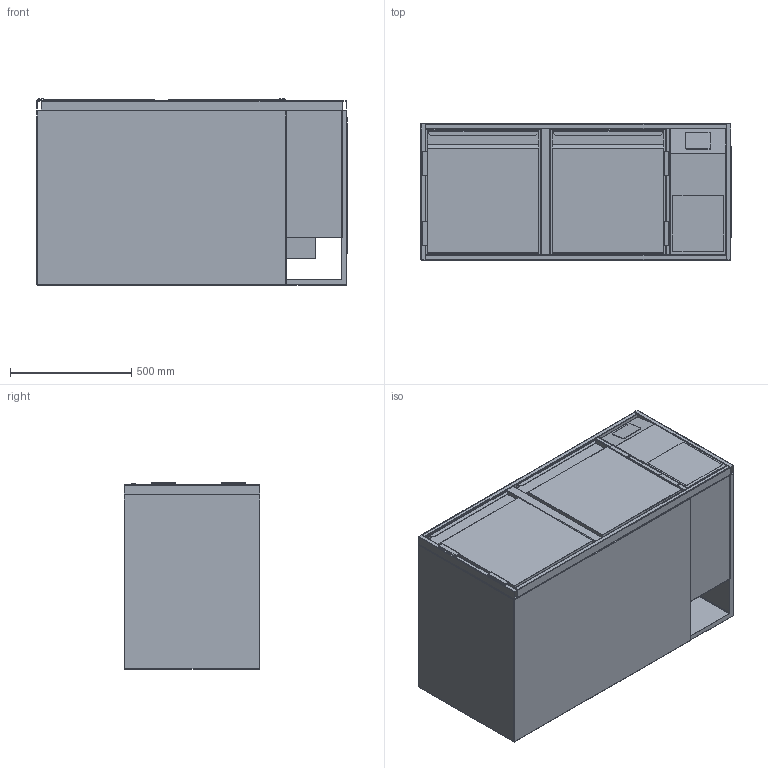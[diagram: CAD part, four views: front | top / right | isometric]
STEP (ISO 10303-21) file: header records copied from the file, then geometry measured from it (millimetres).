
FILE_DESCRIPTION (( 'STEP AP203' ), '1' );
FILE_NAME ('G-BKE-2-56-R-2T.step', '2024-02-26T13:37:45', ( '' ), ( '' ), 'SwSTEP 2.0', 'SolidWorks 2023', '' );
FILE_SCHEMA (( 'CONFIG_CONTROL_DESIGN' ));
Length unit declared in the file: millimetre
Products named in the file (10): 20-03-43331_G-KT-Auflage-475-760-ohne-Rost; 24-02-55012_G-KT-Korpus-1030-760-560-R; 18-06-35404_TUER-460-505-R; 20-03-43318_G-KT-Rahmen-Tür-475-560; 20-03-43319_G-BK-Einbauelement-Tür-475-760-560-R; 21-01-47565_G-KT-FRR-560-1280--1030B-250; 18-06-35404_TUER-460-505-L; G-BKE-2-56-R-2T; 24-02-55011_G-KT-Fach-S-R-250-760-560; 20-03-43319_G-BK-Einbauelement-Tür-475-760-560-L
Assembly tree (17 placements, depth 3):
  G-BKE-2-56-R-2T
    24-02-55012_G-KT-Korpus-1030-760-560-R
    21-01-47565_G-KT-FRR-560-1280--1030B-250
    24-02-55011_G-KT-Fach-S-R-250-760-560
    20-03-43319_G-BK-Einbauelement-Tür-475-760-560-L
      20-03-43318_G-KT-Rahmen-Tür-475-560
      18-06-35404_TUER-460-505-L
      20-03-43331_G-KT-Auflage-475-760-ohne-Rost  x4
    20-03-43319_G-BK-Einbauelement-Tür-475-760-560-R
      20-03-43318_G-KT-Rahmen-Tür-475-560
      18-06-35404_TUER-460-505-R
      20-03-43331_G-KT-Auflage-475-760-ohne-Rost  x4
Bounding box: 1281 x 560 x 767.5 mm (x, y, z)
Volume: 140251166.3 mm3; surface area: 12344854.6 mm2
Topology: 31 solids, 31 shells, 861 faces, 2040 edges, 1224 vertices
Faces by surface type: plane 503, cylinder 278, sphere 34, torus 32, bspline 14
Entity records: 19490 total; most frequent: CARTESIAN_POINT 3633, DIRECTION 3112, ORIENTED_EDGE 2972, EDGE_CURVE 1486, AXIS2_PLACEMENT_3D 1075, VECTOR 962, LINE 962, VERTEX_POINT 912
